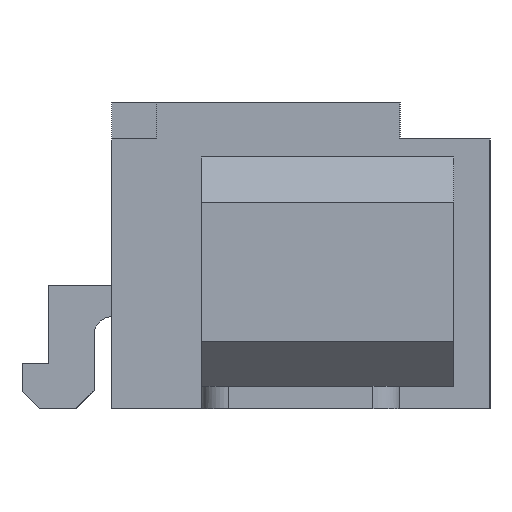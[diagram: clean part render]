
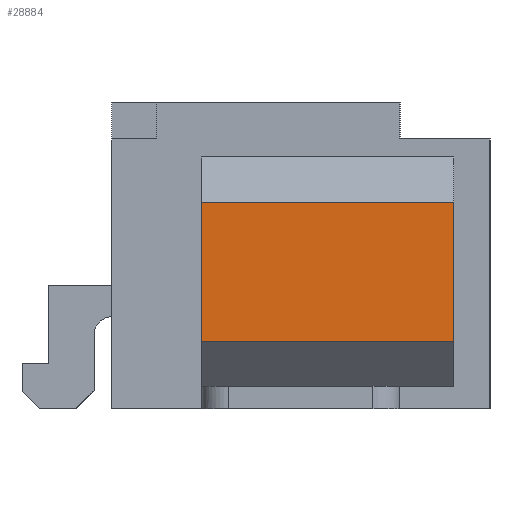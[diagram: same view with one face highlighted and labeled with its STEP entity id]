
A CAD part, left-side view. The second image highlights one B-rep face of the part: STEP entity #28884.
In plain terms, the highlighted planar face has unit normal (-1, 0, 0).
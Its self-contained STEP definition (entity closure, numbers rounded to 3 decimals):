
#10485 = PLANE('',#10486);
#10486 = AXIS2_PLACEMENT_3D('',#10487,#10488,#10489);
#10487 = CARTESIAN_POINT('',(-9.,-0.35,0.25));
#10488 = DIRECTION('',(0.,-1.,0.));
#10489 = DIRECTION('',(0.,0.,-1.));
#10707 = PLANE('',#10708);
#10708 = AXIS2_PLACEMENT_3D('',#10709,#10710,#10711);
#10709 = CARTESIAN_POINT('',(-9.,-3.15,0.25));
#10710 = DIRECTION('',(0.,-1.,0.));
#10711 = DIRECTION('',(0.,0.,-1.));
#22612 = PLANE('',#22613);
#22613 = AXIS2_PLACEMENT_3D('',#22614,#22615,#22616);
#22614 = CARTESIAN_POINT('',(-10.75,-0.35,2.3));
#22615 = DIRECTION('',(0.,0.,1.));
#22616 = DIRECTION('',(1.,0.,0.));
#22696 = VERTEX_POINT('',#22697);
#22697 = CARTESIAN_POINT('',(-10.75,-3.15,2.3));
#22718 = EDGE_CURVE('',#22719,#22696,#22721,.T.);
#22719 = VERTEX_POINT('',#22720);
#22720 = CARTESIAN_POINT('',(-10.75,-3.15,0.75));
#22721 = SURFACE_CURVE('',#22722,(#22726,#22733),.PCURVE_S1.);
#22722 = LINE('',#22723,#22724);
#22723 = CARTESIAN_POINT('',(-10.75,-3.15,0.75));
#22724 = VECTOR('',#22725,1.);
#22725 = DIRECTION('',(0.,0.,1.));
#22726 = PCURVE('',#10707,#22727);
#22727 = DEFINITIONAL_REPRESENTATION('',(#22728),#22732);
#22728 = LINE('',#22729,#22730);
#22729 = CARTESIAN_POINT('',(-0.5,-1.75));
#22730 = VECTOR('',#22731,1.);
#22731 = DIRECTION('',(-1.,0.));
#22732 = ( GEOMETRIC_REPRESENTATION_CONTEXT(2)
PARAMETRIC_REPRESENTATION_CONTEXT() REPRESENTATION_CONTEXT('2D SPACE',''
) );
#22733 = PCURVE('',#22734,#22739);
#22734 = PLANE('',#22735);
#22735 = AXIS2_PLACEMENT_3D('',#22736,#22737,#22738);
#22736 = CARTESIAN_POINT('',(-10.75,-0.35,0.75));
#22737 = DIRECTION('',(-1.,0.,0.));
#22738 = DIRECTION('',(0.,0.,1.));
#22739 = DEFINITIONAL_REPRESENTATION('',(#22740),#22744);
#22740 = LINE('',#22741,#22742);
#22741 = CARTESIAN_POINT('',(0.,-2.8));
#22742 = VECTOR('',#22743,1.);
#22743 = DIRECTION('',(1.,0.));
#22744 = ( GEOMETRIC_REPRESENTATION_CONTEXT(2)
PARAMETRIC_REPRESENTATION_CONTEXT() REPRESENTATION_CONTEXT('2D SPACE',''
) );
#22760 = PLANE('',#22761);
#22761 = AXIS2_PLACEMENT_3D('',#22762,#22763,#22764);
#22762 = CARTESIAN_POINT('',(-10.25,-0.35,0.25));
#22763 = DIRECTION('',(-0.707,0.,-0.707));
#22764 = DIRECTION('',(-0.707,0.,0.707));
#23488 = VERTEX_POINT('',#23489);
#23489 = CARTESIAN_POINT('',(-10.75,-0.35,2.3));
#23510 = EDGE_CURVE('',#23511,#23488,#23513,.T.);
#23511 = VERTEX_POINT('',#23512);
#23512 = CARTESIAN_POINT('',(-10.75,-0.35,0.75));
#23513 = SURFACE_CURVE('',#23514,(#23518,#23525),.PCURVE_S1.);
#23514 = LINE('',#23515,#23516);
#23515 = CARTESIAN_POINT('',(-10.75,-0.35,0.75));
#23516 = VECTOR('',#23517,1.);
#23517 = DIRECTION('',(0.,0.,1.));
#23518 = PCURVE('',#10485,#23519);
#23519 = DEFINITIONAL_REPRESENTATION('',(#23520),#23524);
#23520 = LINE('',#23521,#23522);
#23521 = CARTESIAN_POINT('',(-0.5,-1.75));
#23522 = VECTOR('',#23523,1.);
#23523 = DIRECTION('',(-1.,0.));
#23524 = ( GEOMETRIC_REPRESENTATION_CONTEXT(2)
PARAMETRIC_REPRESENTATION_CONTEXT() REPRESENTATION_CONTEXT('2D SPACE',''
) );
#23525 = PCURVE('',#22734,#23526);
#23526 = DEFINITIONAL_REPRESENTATION('',(#23527),#23531);
#23527 = LINE('',#23528,#23529);
#23528 = CARTESIAN_POINT('',(0.,0.));
#23529 = VECTOR('',#23530,1.);
#23530 = DIRECTION('',(1.,0.));
#23531 = ( GEOMETRIC_REPRESENTATION_CONTEXT(2)
PARAMETRIC_REPRESENTATION_CONTEXT() REPRESENTATION_CONTEXT('2D SPACE',''
) );
#28785 = EDGE_CURVE('',#23488,#22696,#28786,.T.);
#28786 = SURFACE_CURVE('',#28787,(#28791,#28798),.PCURVE_S1.);
#28787 = LINE('',#28788,#28789);
#28788 = CARTESIAN_POINT('',(-10.75,-0.35,2.3));
#28789 = VECTOR('',#28790,1.);
#28790 = DIRECTION('',(0.,-1.,0.));
#28791 = PCURVE('',#22612,#28792);
#28792 = DEFINITIONAL_REPRESENTATION('',(#28793),#28797);
#28793 = LINE('',#28794,#28795);
#28794 = CARTESIAN_POINT('',(0.,0.));
#28795 = VECTOR('',#28796,1.);
#28796 = DIRECTION('',(0.,-1.));
#28797 = ( GEOMETRIC_REPRESENTATION_CONTEXT(2)
PARAMETRIC_REPRESENTATION_CONTEXT() REPRESENTATION_CONTEXT('2D SPACE',''
) );
#28798 = PCURVE('',#22734,#28799);
#28799 = DEFINITIONAL_REPRESENTATION('',(#28800),#28804);
#28800 = LINE('',#28801,#28802);
#28801 = CARTESIAN_POINT('',(1.55,0.));
#28802 = VECTOR('',#28803,1.);
#28803 = DIRECTION('',(0.,-1.));
#28804 = ( GEOMETRIC_REPRESENTATION_CONTEXT(2)
PARAMETRIC_REPRESENTATION_CONTEXT() REPRESENTATION_CONTEXT('2D SPACE',''
) );
#28863 = EDGE_CURVE('',#23511,#22719,#28864,.T.);
#28864 = SURFACE_CURVE('',#28865,(#28869,#28876),.PCURVE_S1.);
#28865 = LINE('',#28866,#28867);
#28866 = CARTESIAN_POINT('',(-10.75,-0.35,0.75));
#28867 = VECTOR('',#28868,1.);
#28868 = DIRECTION('',(0.,-1.,0.));
#28869 = PCURVE('',#22760,#28870);
#28870 = DEFINITIONAL_REPRESENTATION('',(#28871),#28875);
#28871 = LINE('',#28872,#28873);
#28872 = CARTESIAN_POINT('',(0.707,0.));
#28873 = VECTOR('',#28874,1.);
#28874 = DIRECTION('',(0.,-1.));
#28875 = ( GEOMETRIC_REPRESENTATION_CONTEXT(2)
PARAMETRIC_REPRESENTATION_CONTEXT() REPRESENTATION_CONTEXT('2D SPACE',''
) );
#28876 = PCURVE('',#22734,#28877);
#28877 = DEFINITIONAL_REPRESENTATION('',(#28878),#28882);
#28878 = LINE('',#28879,#28880);
#28879 = CARTESIAN_POINT('',(0.,0.));
#28880 = VECTOR('',#28881,1.);
#28881 = DIRECTION('',(0.,-1.));
#28882 = ( GEOMETRIC_REPRESENTATION_CONTEXT(2)
PARAMETRIC_REPRESENTATION_CONTEXT() REPRESENTATION_CONTEXT('2D SPACE',''
) );
#28884 = ADVANCED_FACE('',(#28885),#22734,.T.);
#28885 = FACE_BOUND('',#28886,.T.);
#28886 = EDGE_LOOP('',(#28887,#28888,#28889,#28890));
#28887 = ORIENTED_EDGE('',*,*,#28863,.T.);
#28888 = ORIENTED_EDGE('',*,*,#22718,.T.);
#28889 = ORIENTED_EDGE('',*,*,#28785,.F.);
#28890 = ORIENTED_EDGE('',*,*,#23510,.F.);
